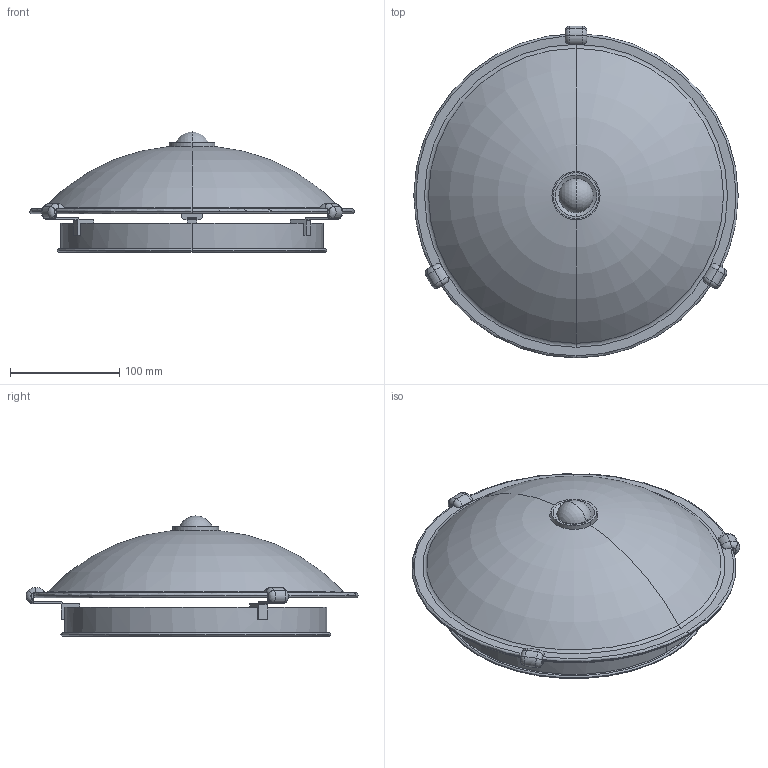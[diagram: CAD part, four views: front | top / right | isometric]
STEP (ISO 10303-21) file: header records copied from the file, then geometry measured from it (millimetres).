
FILE_DESCRIPTION (( 'STEP AP214' ), '1' );
FILE_NAME ('LNPO0-3231D-2-025-K01 Ñâåòèëüíèê ÍÏÎ3231Ä áåëûé 2õ25 ñ äàò÷èêîì äâèæåíèÿ ÈÝÊ.STEP', '2017-06-28T07:38:46', ( '' ), ( '' ), 'SwSTEP 2.0', 'SolidWorks 2014', '' );
FILE_SCHEMA (( 'AUTOMOTIVE_DESIGN' ));
Length unit declared in the file: millimetre
Products named in the file (1): LNPO0-3231D-2-025-K01 Ñâåòèëüíèê ÍÏÎ3231Ä áåëûé 2õ25 ñ äàò÷èêîì äâèæåíèÿ ÈÝÊ
Bounding box: 297 x 304 x 110 mm (x, y, z)
Volume: 2542849.7 mm3; surface area: 294391.2 mm2
Topology: 1 solids, 1 shells, 280 faces, 727 edges, 471 vertices
Faces by surface type: plane 143, cylinder 89, torus 44, cone 2, sphere 2
Entity records: 8901 total; most frequent: CARTESIAN_POINT 1713, DIRECTION 1577, ORIENTED_EDGE 1454, EDGE_CURVE 727, AXIS2_PLACEMENT_3D 599, VERTEX_POINT 471, LINE 379, VECTOR 379
